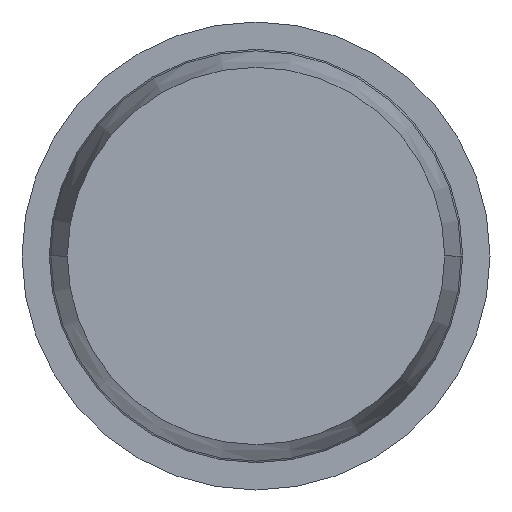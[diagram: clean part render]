
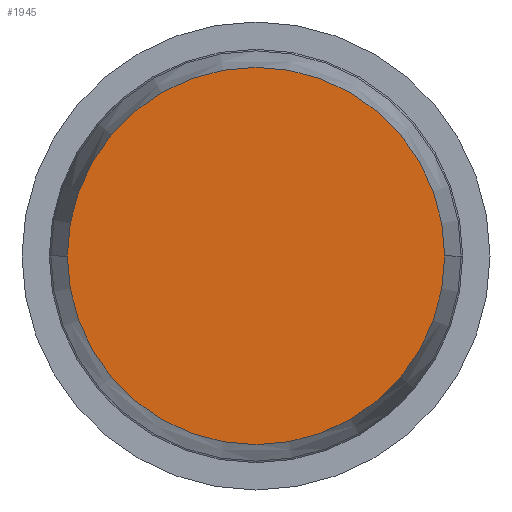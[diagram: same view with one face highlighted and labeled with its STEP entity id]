
A CAD part, front view. The second image highlights one B-rep face of the part: STEP entity #1945.
In plain terms, the highlighted planar face has unit normal (0, -1, 0).
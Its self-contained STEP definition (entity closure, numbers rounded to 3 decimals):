
#130 = CIRCLE ( 'NONE', #611, 1.209 ) ;
#161 = CARTESIAN_POINT ( 'NONE',  ( -1.209, -19., 0. ) ) ;
#270 = EDGE_CURVE ( 'Defeature ausgef�hrt1_0+Defeature ausgef�hrt1_10+Defeature ausgef�hrt1_10+Defeature ausgef�hrt1_10', #516, #3355, #3511, .T. ) ;
#476 = EDGE_CURVE ( 'Defeature ausgef�hrt1_0+Defeature ausgef�hrt1_10+Defeature ausgef�hrt1_10+Defeature ausgef�hrt1_10', #3355, #516, #130, .T. ) ;
#516 = VERTEX_POINT ( 'NONE', #949 ) ;
#605 = DIRECTION ( 'NONE',  ( 1., 0., 0. ) ) ;
#611 = AXIS2_PLACEMENT_3D ( 'NONE', #2878, #636, #605 ) ;
#636 = DIRECTION ( 'NONE',  ( 0., -1., 0. ) ) ;
#719 = EDGE_LOOP ( 'NONE', ( #2848, #1825 ) ) ;
#791 = AXIS2_PLACEMENT_3D ( 'NONE', #2275, #2811, #2451 ) ;
#922 = PLANE ( 'NONE',  #1823 ) ;
#949 = CARTESIAN_POINT ( 'NONE',  ( 1.209, -19., 0. ) ) ;
#1129 = CARTESIAN_POINT ( 'NONE',  ( 0., -19., 0. ) ) ;
#1807 = DIRECTION ( 'NONE',  ( 1., 0., 0. ) ) ;
#1823 = AXIS2_PLACEMENT_3D ( 'NONE', #1129, #2083, #1807 ) ;
#1825 = ORIENTED_EDGE ( 'NONE', *, *, #270, .T. ) ;
#1945 = ADVANCED_FACE ( 'Defeature ausgef�hrt1_0', ( #3462 ), #922, .T. ) ;
#2083 = DIRECTION ( 'NONE',  ( 0., -1., 0. ) ) ;
#2275 = CARTESIAN_POINT ( 'NONE',  ( 0., -19., 0. ) ) ;
#2451 = DIRECTION ( 'NONE',  ( 1., 0., 0. ) ) ;
#2811 = DIRECTION ( 'NONE',  ( 0., -1., 0. ) ) ;
#2848 = ORIENTED_EDGE ( 'NONE', *, *, #476, .T. ) ;
#2878 = CARTESIAN_POINT ( 'NONE',  ( 0., -19., 0. ) ) ;
#3355 = VERTEX_POINT ( 'NONE', #161 ) ;
#3462 = FACE_OUTER_BOUND ( 'NONE', #719, .T. ) ;
#3511 = CIRCLE ( 'NONE', #791, 1.209 ) ;
